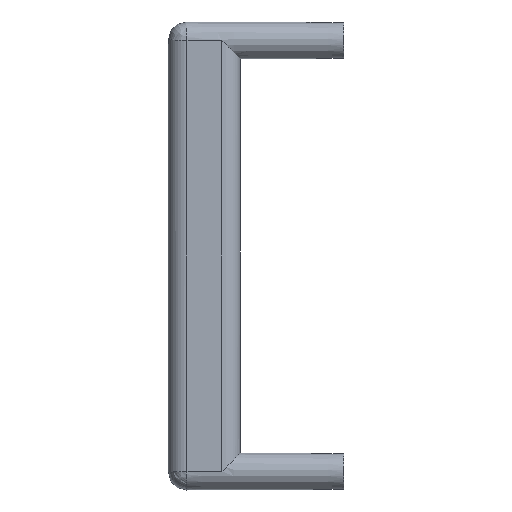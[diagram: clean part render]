
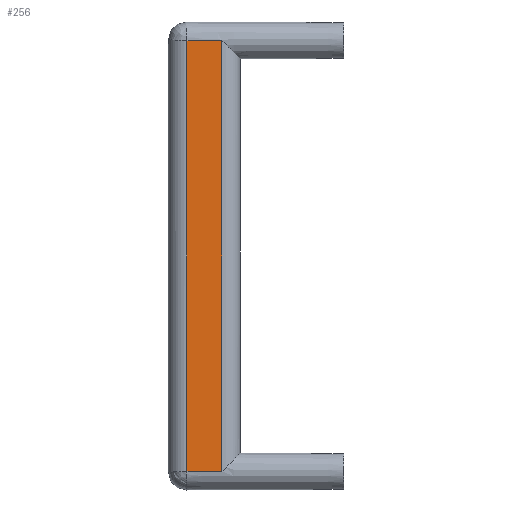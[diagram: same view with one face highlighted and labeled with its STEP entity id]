
A CAD part, left-side view. The second image highlights one B-rep face of the part: STEP entity #256.
In plain terms, the highlighted planar face has unit normal (-1, -0.004, 0).
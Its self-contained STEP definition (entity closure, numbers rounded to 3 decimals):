
#33=PLANE('',#302);
#47=FACE_OUTER_BOUND('',#62,.T.);
#62=EDGE_LOOP('',(#195,#196,#197,#198));
#76=LINE('',#581,#92);
#77=LINE('',#585,#93);
#79=LINE('',#593,#95);
#80=LINE('',#594,#96);
#92=VECTOR('',#343,7.78);
#93=VECTOR('',#348,96.);
#95=VECTOR('',#356,96.);
#96=VECTOR('',#357,7.78);
#119=VERTEX_POINT('',#494);
#120=VERTEX_POINT('',#580);
#121=VERTEX_POINT('',#584);
#124=VERTEX_POINT('',#592);
#145=EDGE_CURVE('',#119,#120,#76,.T.);
#147=EDGE_CURVE('',#120,#121,#77,.T.);
#151=EDGE_CURVE('',#124,#119,#79,.T.);
#152=EDGE_CURVE('',#121,#124,#80,.T.);
#195=ORIENTED_EDGE('',*,*,#145,.F.);
#196=ORIENTED_EDGE('',*,*,#151,.F.);
#197=ORIENTED_EDGE('',*,*,#152,.F.);
#198=ORIENTED_EDGE('',*,*,#147,.F.);
#256=ADVANCED_FACE('',(#47),#33,.F.);
#302=AXIS2_PLACEMENT_3D('',#591,#354,#355);
#343=DIRECTION('',(0.003,-1.,0.));
#348=DIRECTION('',(0.,0.,-1.));
#354=DIRECTION('center_axis',(1.,0.003,0.));
#355=DIRECTION('ref_axis',(0.,0.,-1.));
#356=DIRECTION('',(0.,0.,1.));
#357=DIRECTION('',(-0.003,1.,0.));
#494=CARTESIAN_POINT('',(-4.122,-5.136,48.));
#580=CARTESIAN_POINT('',(-4.095,-12.916,48.));
#581=CARTESIAN_POINT('',(-4.122,-5.136,48.));
#584=CARTESIAN_POINT('',(-4.095,-12.916,-48.));
#585=CARTESIAN_POINT('',(-4.095,-12.916,48.));
#591=CARTESIAN_POINT('Origin',(-4.108,-9.026,-48.));
#592=CARTESIAN_POINT('',(-4.122,-5.136,-48.));
#593=CARTESIAN_POINT('',(-4.122,-5.136,-48.));
#594=CARTESIAN_POINT('',(-4.095,-12.916,-48.));
